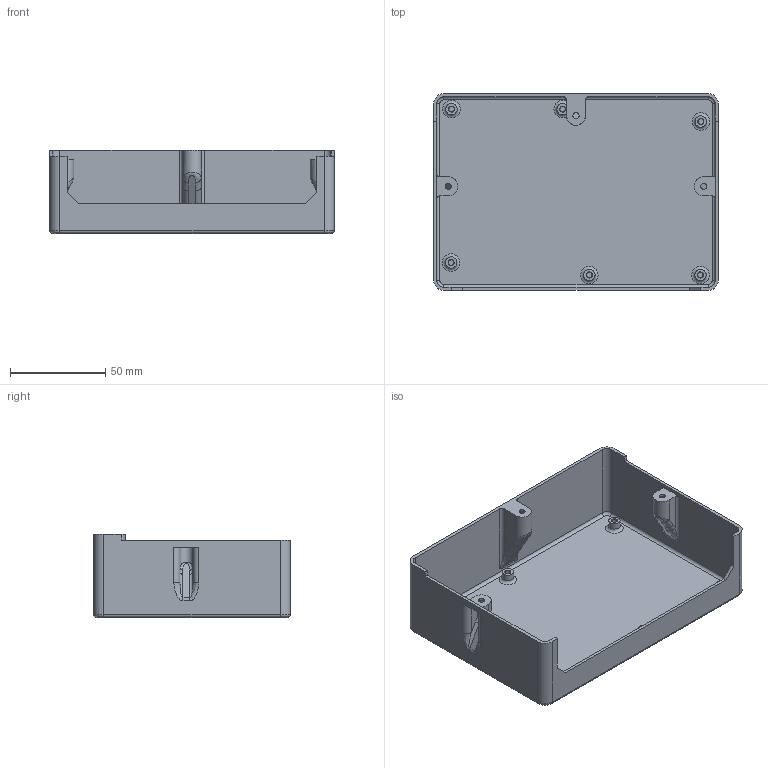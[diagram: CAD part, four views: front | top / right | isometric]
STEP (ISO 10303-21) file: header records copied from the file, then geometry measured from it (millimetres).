
FILE_DESCRIPTION(('Open CASCADE Model'),'2;1');
FILE_NAME('Open CASCADE Shape Model','2024-08-27T16:14:03',('Author'),( 'Open CASCADE'),'Open CASCADE STEP processor 7.7','Open CASCADE 7.7' ,'Unknown');
FILE_SCHEMA(('AUTOMOTIVE_DESIGN { 1 0 10303 214 1 1 1 1 }'));
Length unit declared in the file: millimetre
Products named in the file (1): Open CASCADE STEP translator 7.7 11
Bounding box: 149.2 x 103.2 x 43.6 mm (x, y, z)
Volume: 54017.8 mm3; surface area: 67563.6 mm2
Topology: 1 solids, 1 shells, 211 faces, 506 edges, 308 vertices
Faces by surface type: plane 88, cylinder 67, bspline 36, torus 14, cone 6
Full cylindrical faces by diameter (mm): 2.85 x6, 3.2 x3, 6 x6
Entity records: 20229 total; most frequent: CARTESIAN_POINT 10809, DIRECTION 1568, ORIENTED_EDGE 1006, PCURVE 1006, DEFINITIONAL_REPRESENTATION 1006, LINE 885, VECTOR 885, EDGE_CURVE 503
